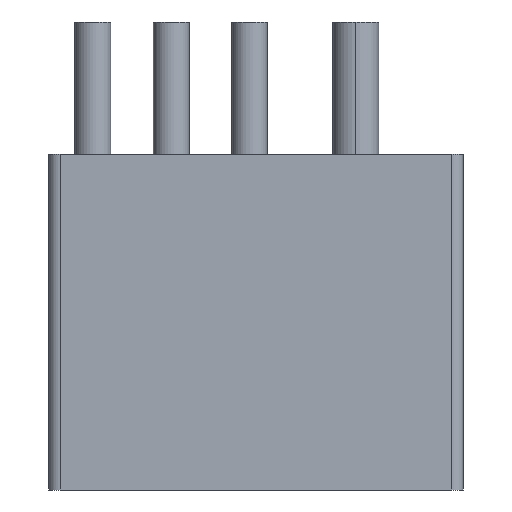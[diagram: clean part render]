
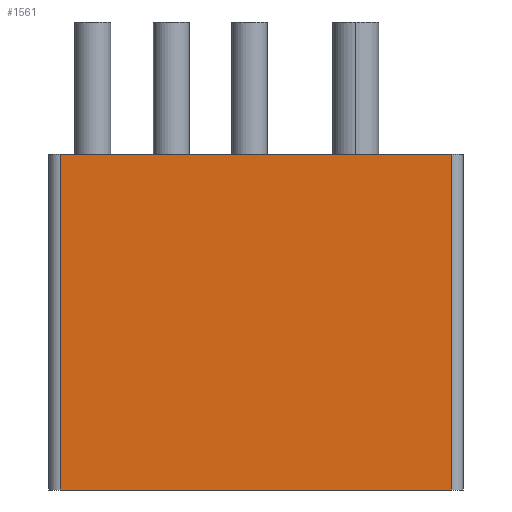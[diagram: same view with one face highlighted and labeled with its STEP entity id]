
A CAD part, front view. The second image highlights one B-rep face of the part: STEP entity #1561.
In plain terms, the highlighted planar face has unit normal (0, -1, 0).
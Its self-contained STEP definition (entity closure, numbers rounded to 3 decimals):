
#197=DIRECTION('',(-1.,0.,0.));
#198=VECTOR('',#197,35.);
#199=CARTESIAN_POINT('',(17.5,-10.,15.));
#200=LINE('',#199,#198);
#516=DIRECTION('',(0.,0.,-1.));
#517=VECTOR('',#516,30.);
#518=CARTESIAN_POINT('',(-17.5,-10.,15.));
#519=LINE('',#518,#517);
#524=DIRECTION('',(-1.,0.,0.));
#525=VECTOR('',#524,35.);
#526=CARTESIAN_POINT('',(17.5,-10.,-15.));
#527=LINE('',#526,#525);
#532=DIRECTION('',(0.,0.,1.));
#533=VECTOR('',#532,30.);
#534=CARTESIAN_POINT('',(17.5,-10.,-15.));
#535=LINE('',#534,#533);
#708=CARTESIAN_POINT('',(17.5,-10.,15.));
#709=VERTEX_POINT('',#708);
#710=CARTESIAN_POINT('',(-17.5,-10.,15.));
#711=VERTEX_POINT('',#710);
#770=CARTESIAN_POINT('',(-17.5,-10.,-15.));
#771=VERTEX_POINT('',#770);
#772=CARTESIAN_POINT('',(17.5,-10.,-15.));
#773=VERTEX_POINT('',#772);
#1549=CARTESIAN_POINT('',(-18.5,-10.,15.));
#1550=DIRECTION('',(0.,1.,0.));
#1551=DIRECTION('',(-1.,0.,0.));
#1552=AXIS2_PLACEMENT_3D('',#1549,#1550,#1551);
#1553=PLANE('',#1552);
#1554=ORIENTED_EDGE('',*,*,#869,.F.);
#1556=ORIENTED_EDGE('',*,*,#1555,.F.);
#1557=ORIENTED_EDGE('',*,*,#1007,.T.);
#1558=ORIENTED_EDGE('',*,*,#1535,.F.);
#1559=EDGE_LOOP('',(#1554,#1556,#1557,#1558));
#1560=FACE_OUTER_BOUND('',#1559,.F.);
#869=EDGE_CURVE('',#709,#711,#200,.T.);
#1007=EDGE_CURVE('',#773,#771,#527,.T.);
#1535=EDGE_CURVE('',#711,#771,#519,.T.);
#1555=EDGE_CURVE('',#773,#709,#535,.T.);
#1561=ADVANCED_FACE('',(#1560),#1553,.F.);
